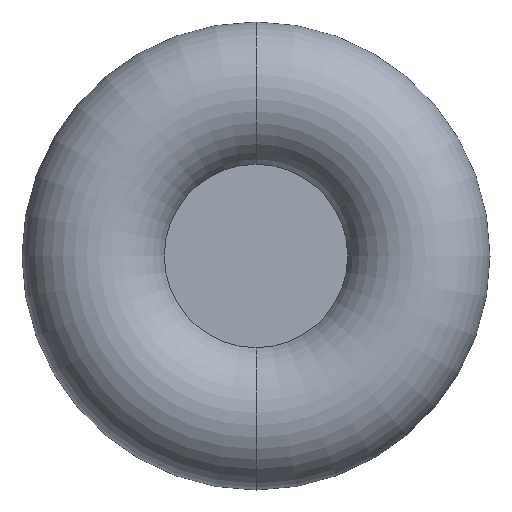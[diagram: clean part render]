
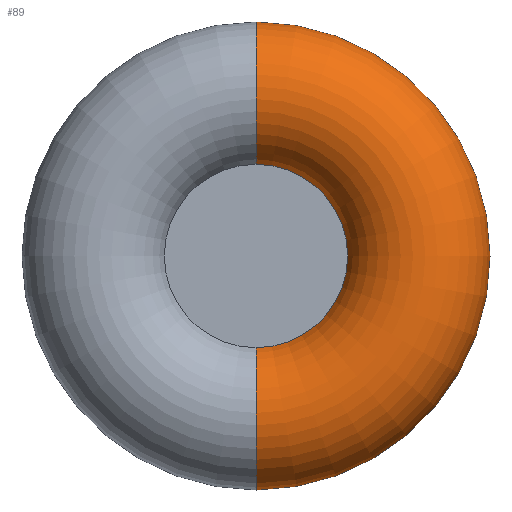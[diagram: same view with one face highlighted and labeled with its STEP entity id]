
A CAD part, front view. The second image highlights one B-rep face of the part: STEP entity #89.
In plain terms, the highlighted toroidal (fillet/blend) face has major radius 5.5 mm and minor radius 2.5 mm.
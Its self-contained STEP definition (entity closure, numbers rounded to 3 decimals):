
#10 = ORIENTED_EDGE ( 'NONE', *, *, #707, .F. ) ;
#19 = CARTESIAN_POINT ( 'NONE',  ( 0., 4.494, -7.008 ) ) ;
#54 = VERTEX_POINT ( 'NONE', #19 ) ;
#65 = EDGE_CURVE ( 'NONE', #183, #474, #665, .T. ) ;
#89 = ADVANCED_FACE ( 'NONE', ( #434 ), #272, .T. ) ;
#106 = CARTESIAN_POINT ( 'NONE',  ( 0., 1.7, -3.131 ) ) ;
#130 = CARTESIAN_POINT ( 'NONE',  ( 0., 4.494, 7.008 ) ) ;
#138 = EDGE_CURVE ( 'NONE', #776, #54, #741, .T. ) ;
#150 = ORIENTED_EDGE ( 'NONE', *, *, #65, .F. ) ;
#183 = VERTEX_POINT ( 'NONE', #729 ) ;
#252 = EDGE_LOOP ( 'NONE', ( #10, #261, #582, #150 ) ) ;
#261 = ORIENTED_EDGE ( 'NONE', *, *, #138, .T. ) ;
#272 = TOROIDAL_SURFACE ( 'NONE', #764, 5.5, 2.5 ) ;
#281 = DIRECTION ( 'NONE',  ( 0., 1., 0. ) ) ;
#333 = CARTESIAN_POINT ( 'NONE',  ( 0., 2.5, 5.5 ) ) ;
#337 = DIRECTION ( 'NONE',  ( 0., 0., 1. ) ) ;
#342 = DIRECTION ( 'NONE',  ( 0., 0., 1. ) ) ;
#343 = DIRECTION ( 'NONE',  ( 0., 0., 1. ) ) ;
#380 = CARTESIAN_POINT ( 'NONE',  ( 0., 4.494, 0. ) ) ;
#397 = DIRECTION ( 'NONE',  ( 0., 0., -1. ) ) ;
#398 = CARTESIAN_POINT ( 'NONE',  ( 0., 1.7, 0. ) ) ;
#415 = AXIS2_PLACEMENT_3D ( 'NONE', #398, #520, #343 ) ;
#434 = FACE_OUTER_BOUND ( 'NONE', #252, .T. ) ;
#448 = DIRECTION ( 'NONE',  ( 0., 0., 1. ) ) ;
#468 = CIRCLE ( 'NONE', #612, 7.008 ) ;
#474 = VERTEX_POINT ( 'NONE', #130 ) ;
#520 = DIRECTION ( 'NONE',  ( 0., -1., 0. ) ) ;
#582 = ORIENTED_EDGE ( 'NONE', *, *, #645, .T. ) ;
#612 = AXIS2_PLACEMENT_3D ( 'NONE', #380, #761, #448 ) ;
#633 = AXIS2_PLACEMENT_3D ( 'NONE', #715, #643, #397 ) ;
#643 = DIRECTION ( 'NONE',  ( 1., 0., 0. ) ) ;
#645 = EDGE_CURVE ( 'NONE', #54, #474, #468, .T. ) ;
#650 = CARTESIAN_POINT ( 'NONE',  ( 0., 2.5, 0. ) ) ;
#665 = CIRCLE ( 'NONE', #730, 2.5 ) ;
#707 = EDGE_CURVE ( 'NONE', #776, #183, #770, .T. ) ;
#714 = DIRECTION ( 'NONE',  ( -1., 0., 0. ) ) ;
#715 = CARTESIAN_POINT ( 'NONE',  ( 0., 2.5, -5.5 ) ) ;
#729 = CARTESIAN_POINT ( 'NONE',  ( 0., 1.7, 3.131 ) ) ;
#730 = AXIS2_PLACEMENT_3D ( 'NONE', #333, #714, #342 ) ;
#741 = CIRCLE ( 'NONE', #633, 2.5 ) ;
#761 = DIRECTION ( 'NONE',  ( 0., -1., 0. ) ) ;
#764 = AXIS2_PLACEMENT_3D ( 'NONE', #650, #281, #337 ) ;
#770 = CIRCLE ( 'NONE', #415, 3.131 ) ;
#776 = VERTEX_POINT ( 'NONE', #106 ) ;
